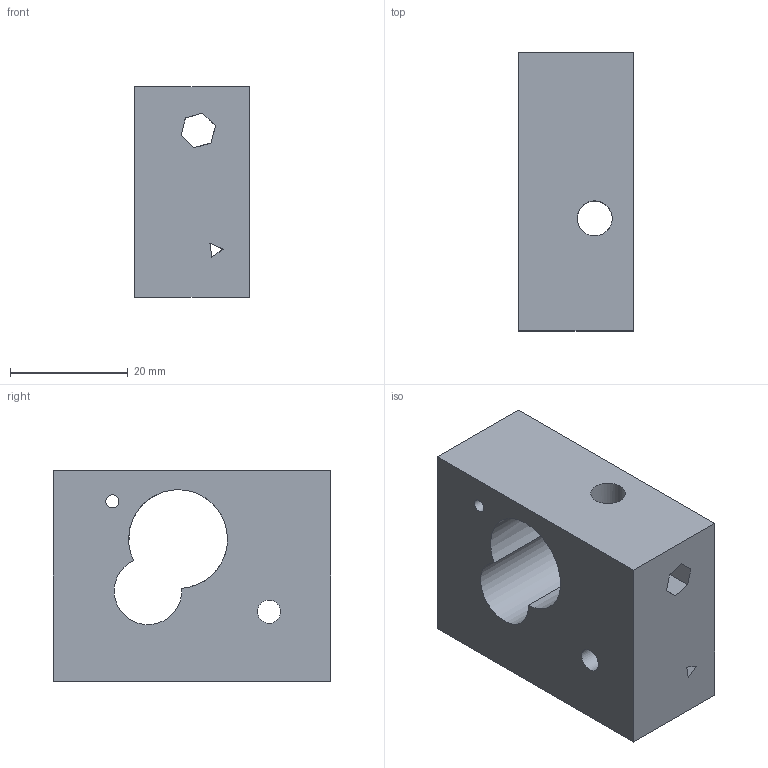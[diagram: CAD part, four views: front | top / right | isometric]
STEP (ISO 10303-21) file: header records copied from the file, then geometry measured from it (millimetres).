
FILE_DESCRIPTION(('Open CASCADE Model'),'2;1');
FILE_NAME('Open CASCADE Shape Model','2021-05-10T09:00:40',('Author'),( 'Open CASCADE'),'Open CASCADE STEP processor 7.4','Open CASCADE 7.4' ,'Unknown');
FILE_SCHEMA(('AUTOMOTIVE_DESIGN { 1 0 10303 214 1 1 1 1 }'));
Length unit declared in the file: millimetre
Products named in the file (1): Open CASCADE STEP translator 7.4 139
Bounding box: 19.45 x 47.14 x 35.71 mm (x, y, z)
Volume: 24635.4 mm3; surface area: 9052.2 mm2
Topology: 1 solids, 1 shells, 35 faces, 108 edges, 72 vertices
Faces by surface type: plane 27, cylinder 8
Full cylindrical faces by diameter (mm): 2.248 x1, 3.937 x1, 5.953 x1, 10.109 x1
Entity records: 6655 total; most frequent: CARTESIAN_POINT 4527, DIRECTION 383, ORIENTED_EDGE 216, PCURVE 216, DEFINITIONAL_REPRESENTATION 216, LINE 193, VECTOR 193, EDGE_CURVE 108
